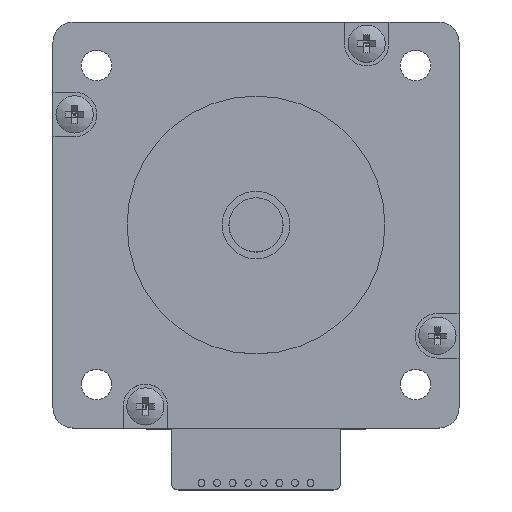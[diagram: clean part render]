
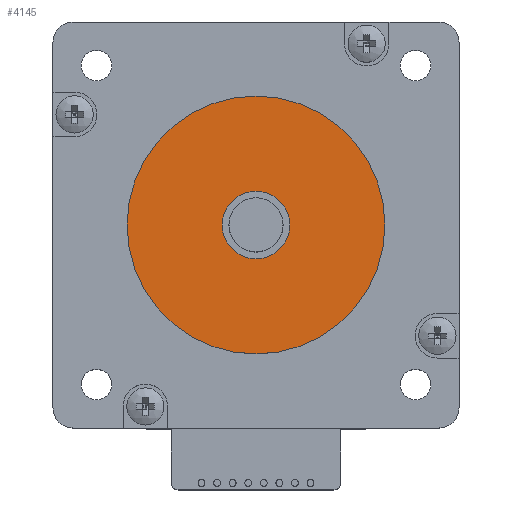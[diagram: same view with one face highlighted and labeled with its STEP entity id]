
A CAD part, top view. The second image highlights one B-rep face of the part: STEP entity #4145.
In plain terms, the highlighted planar face has unit normal (0, 0, 1).
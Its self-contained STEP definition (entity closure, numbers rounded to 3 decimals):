
#960=PLANE('',#4636);
#1015=FACE_BOUND('',#1606,.T.);
#1283=FACE_OUTER_BOUND('',#1605,.T.);
#1605=EDGE_LOOP('',(#3800));
#1606=EDGE_LOOP('',(#3801));
#1745=CIRCLE('',#4513,5.);
#1806=CIRCLE('',#4635,19.05);
#2037=VERTEX_POINT('',#6744);
#2154=VERTEX_POINT('',#7087);
#2538=EDGE_CURVE('',#2037,#2037,#1745,.T.);
#2703=EDGE_CURVE('',#2154,#2154,#1806,.T.);
#3800=ORIENTED_EDGE('',*,*,#2703,.T.);
#3801=ORIENTED_EDGE('',*,*,#2538,.T.);
#4145=ADVANCED_FACE('',(#1283,#1015),#960,.F.);
#4513=AXIS2_PLACEMENT_3D('',#6745,#5572,#5573);
#4635=AXIS2_PLACEMENT_3D('',#7088,#5920,#5921);
#4636=AXIS2_PLACEMENT_3D('',#7089,#5922,#5923);
#5572=DIRECTION('center_axis',(0.,0.,
-1.));
#5573=DIRECTION('ref_axis',(1.,0.,0.));
#5920=DIRECTION('center_axis',(0.,0.,
1.));
#5921=DIRECTION('ref_axis',(-1.,0.,0.));
#5922=DIRECTION('center_axis',(0.,0.,
-1.));
#5923=DIRECTION('ref_axis',(0.,1.,0.));
#6744=CARTESIAN_POINT('',(5.5,0.,9.6));
#6745=CARTESIAN_POINT('Origin',(0.5,0.,9.6));
#7087=CARTESIAN_POINT('',(19.55,0.,9.6));
#7088=CARTESIAN_POINT('Origin',(0.5,0.,9.6));
#7089=CARTESIAN_POINT('Origin',(0.5,0.,
9.6));
